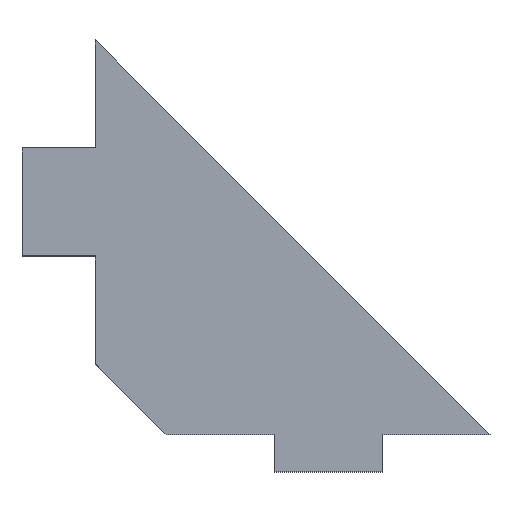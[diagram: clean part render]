
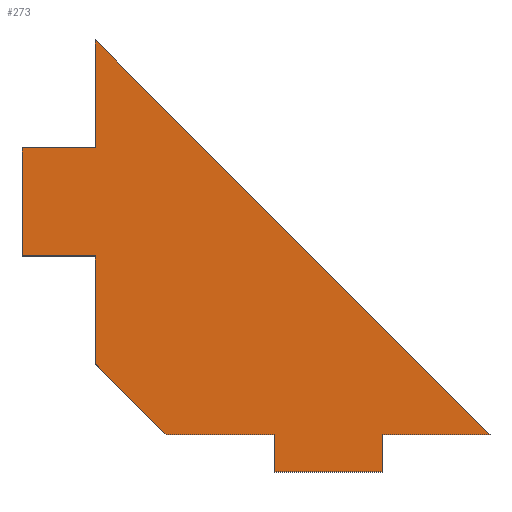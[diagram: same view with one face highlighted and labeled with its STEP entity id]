
A CAD part, top view. The second image highlights one B-rep face of the part: STEP entity #273.
In plain terms, the highlighted planar face has unit normal (0, 0, 1).
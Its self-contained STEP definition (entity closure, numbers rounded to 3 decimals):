
#27=FACE_OUTER_BOUND('',#41,.T.);
#41=EDGE_LOOP('',(#223,#224,#225,#226,#227,#228,#229,#230,#231,#232,#233,
#234));
#43=LINE('',#373,#79);
#47=LINE('',#381,#83);
#50=LINE('',#387,#86);
#53=LINE('',#393,#89);
#56=LINE('',#399,#92);
#59=LINE('',#405,#95);
#62=LINE('',#411,#98);
#65=LINE('',#417,#101);
#68=LINE('',#423,#104);
#71=LINE('',#429,#107);
#74=LINE('',#435,#110);
#77=LINE('',#440,#113);
#79=VECTOR('',#307,10.);
#83=VECTOR('',#313,10.);
#86=VECTOR('',#318,10.);
#89=VECTOR('',#323,10.);
#92=VECTOR('',#328,10.);
#95=VECTOR('',#333,10.);
#98=VECTOR('',#338,10.);
#101=VECTOR('',#343,10.);
#104=VECTOR('',#348,10.);
#107=VECTOR('',#353,10.);
#110=VECTOR('',#358,10.);
#113=VECTOR('',#363,10.);
#115=VERTEX_POINT('',#371);
#116=VERTEX_POINT('',#372);
#119=VERTEX_POINT('',#380);
#121=VERTEX_POINT('',#386);
#123=VERTEX_POINT('',#392);
#125=VERTEX_POINT('',#398);
#127=VERTEX_POINT('',#404);
#129=VERTEX_POINT('',#410);
#131=VERTEX_POINT('',#416);
#133=VERTEX_POINT('',#422);
#135=VERTEX_POINT('',#428);
#137=VERTEX_POINT('',#434);
#139=EDGE_CURVE('',#115,#116,#43,.T.);
#143=EDGE_CURVE('',#116,#119,#47,.T.);
#146=EDGE_CURVE('',#119,#121,#50,.T.);
#149=EDGE_CURVE('',#121,#123,#53,.T.);
#152=EDGE_CURVE('',#123,#125,#56,.T.);
#155=EDGE_CURVE('',#125,#127,#59,.T.);
#158=EDGE_CURVE('',#127,#129,#62,.T.);
#161=EDGE_CURVE('',#129,#131,#65,.T.);
#164=EDGE_CURVE('',#131,#133,#68,.T.);
#167=EDGE_CURVE('',#133,#135,#71,.T.);
#170=EDGE_CURVE('',#135,#137,#74,.T.);
#173=EDGE_CURVE('',#137,#115,#77,.T.);
#223=ORIENTED_EDGE('',*,*,#173,.T.);
#224=ORIENTED_EDGE('',*,*,#139,.T.);
#225=ORIENTED_EDGE('',*,*,#143,.T.);
#226=ORIENTED_EDGE('',*,*,#146,.T.);
#227=ORIENTED_EDGE('',*,*,#149,.T.);
#228=ORIENTED_EDGE('',*,*,#152,.T.);
#229=ORIENTED_EDGE('',*,*,#155,.T.);
#230=ORIENTED_EDGE('',*,*,#158,.T.);
#231=ORIENTED_EDGE('',*,*,#161,.T.);
#232=ORIENTED_EDGE('',*,*,#164,.T.);
#233=ORIENTED_EDGE('',*,*,#167,.T.);
#234=ORIENTED_EDGE('',*,*,#170,.T.);
#259=PLANE('',#301);
#273=ADVANCED_FACE('',(#27),#259,.T.);
#301=AXIS2_PLACEMENT_3D('',#442,#365,#366);
#307=DIRECTION('',(0.,-1.,0.));
#313=DIRECTION('',(1.,0.,0.));
#318=DIRECTION('',(0.,-1.,0.));
#323=DIRECTION('',(0.707,-0.707,0.));
#328=DIRECTION('',(1.,0.,0.));
#333=DIRECTION('',(0.,-1.,0.));
#338=DIRECTION('',(1.,0.,0.));
#343=DIRECTION('',(0.,1.,0.));
#348=DIRECTION('',(1.,0.,0.));
#353=DIRECTION('',(-0.707,0.707,0.));
#358=DIRECTION('',(0.,-1.,0.));
#363=DIRECTION('',(-1.,0.,0.));
#365=DIRECTION('center_axis',(0.,0.,1.));
#366=DIRECTION('ref_axis',(1.,0.,0.));
#371=CARTESIAN_POINT('',(-80.,45.,175.));
#372=CARTESIAN_POINT('',(-80.,30.,175.));
#373=CARTESIAN_POINT('',(-80.,319.515,175.));
#380=CARTESIAN_POINT('',(-69.8,30.,175.));
#381=CARTESIAN_POINT('',(-80.,30.,175.));
#386=CARTESIAN_POINT('',(-69.8,15.,175.));
#387=CARTESIAN_POINT('',(-69.8,30.,175.));
#392=CARTESIAN_POINT('',(-60.,5.2,175.));
#393=CARTESIAN_POINT('',(-69.8,15.,175.));
#398=CARTESIAN_POINT('',(-45.,5.2,175.));
#399=CARTESIAN_POINT('',(-60.,5.2,175.));
#404=CARTESIAN_POINT('',(-45.,0.,175.));
#405=CARTESIAN_POINT('',(-45.,5.2,175.));
#410=CARTESIAN_POINT('',(-30.,0.,175.));
#411=CARTESIAN_POINT('',(-70.,0.,175.));
#416=CARTESIAN_POINT('',(-30.,5.2,175.));
#417=CARTESIAN_POINT('',(-30.,0.,175.));
#422=CARTESIAN_POINT('',(-15.,5.2,175.));
#423=CARTESIAN_POINT('',(-30.,5.2,175.));
#428=CARTESIAN_POINT('',(-69.8,60.,175.));
#429=CARTESIAN_POINT('',(-15.,5.2,175.));
#434=CARTESIAN_POINT('',(-69.8,45.,175.));
#435=CARTESIAN_POINT('',(-69.8,60.,175.));
#440=CARTESIAN_POINT('',(-69.8,45.,175.));
#442=CARTESIAN_POINT('Origin',(-47.5,30.,175.));
